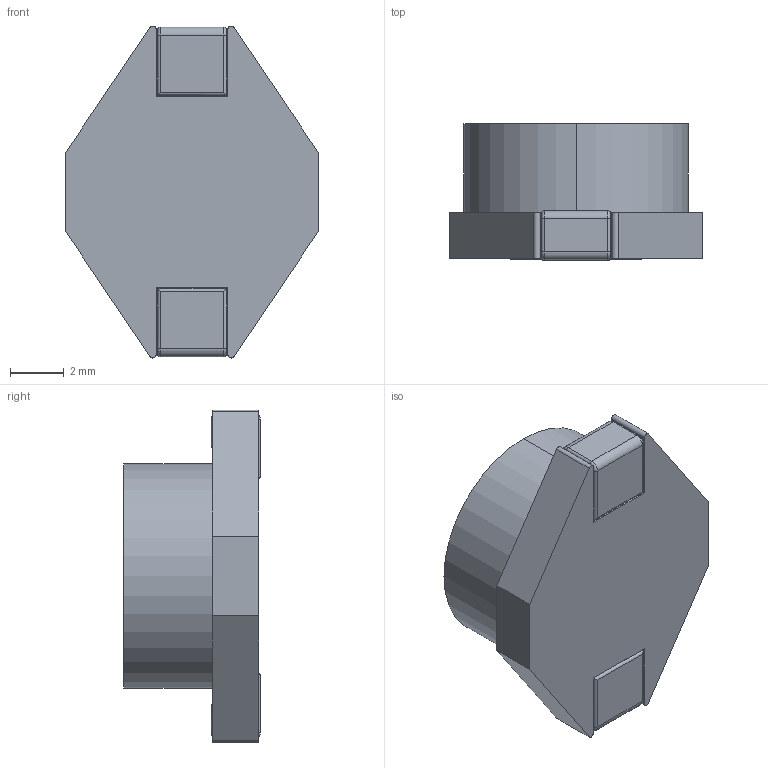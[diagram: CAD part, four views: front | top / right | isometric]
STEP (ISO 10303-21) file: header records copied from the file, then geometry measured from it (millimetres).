
FILE_DESCRIPTION (( 'STEP AP214' ), '1' );
FILE_NAME ('Coilcraft-DT3316P.STEP', '2019-01-01T12:49:56', ( '' ), ( '' ), 'SwSTEP 2.0', 'SolidWorks 2018', '' );
FILE_SCHEMA (( 'AUTOMOTIVE_DESIGN' ));
Length unit declared in the file: millimetre
Products named in the file (1): Coilcraft-DT3316P
Bounding box: 9.4 x 5.08 x 12.37 mm (x, y, z)
Volume: 327.8 mm3; surface area: 390.6 mm2
Topology: 1 solids, 1 shells, 361 faces, 927 edges, 584 vertices
Faces by surface type: bspline 199, plane 128, cylinder 34
Entity records: 16102 total; most frequent: CARTESIAN_POINT 4740, ORIENTED_EDGE 1854, EDGE_CURVE 927, DIRECTION 917, VERTEX_POINT 584, VECTOR 467, LINE 467, B_SPLINE_CURVE_WITH_KNOTS 382
